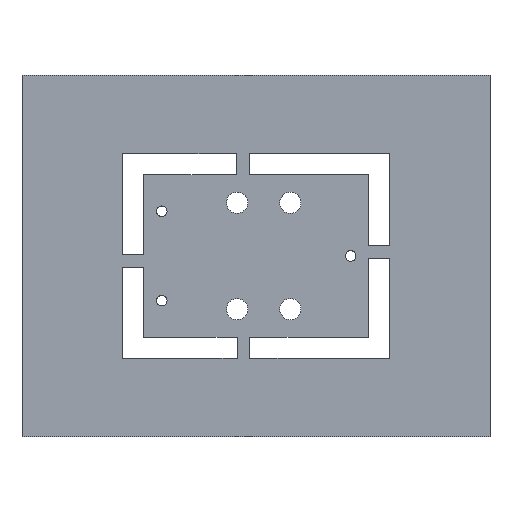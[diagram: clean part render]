
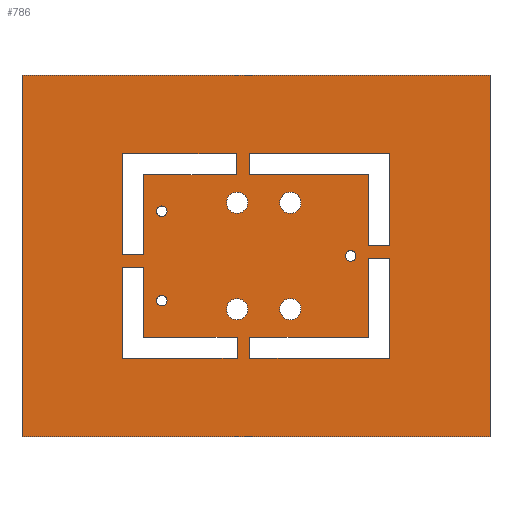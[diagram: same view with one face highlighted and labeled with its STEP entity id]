
A CAD part, top view. The second image highlights one B-rep face of the part: STEP entity #786.
In plain terms, the highlighted planar face has unit normal (0, 0, 1).
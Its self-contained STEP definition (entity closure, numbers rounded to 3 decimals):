
#15=FACE_BOUND('',#140,.T.);
#16=FACE_BOUND('',#141,.T.);
#17=FACE_BOUND('',#142,.T.);
#18=FACE_BOUND('',#143,.T.);
#19=FACE_BOUND('',#144,.T.);
#20=FACE_BOUND('',#145,.T.);
#21=FACE_BOUND('',#146,.T.);
#22=FACE_BOUND('',#147,.T.);
#23=FACE_BOUND('',#148,.T.);
#24=FACE_BOUND('',#149,.T.);
#25=FACE_BOUND('',#150,.T.);
#65=PLANE('',#851);
#102=FACE_OUTER_BOUND('',#139,.T.);
#139=EDGE_LOOP('',(#674,#675,#676,#677));
#140=EDGE_LOOP('',(#678));
#141=EDGE_LOOP('',(#679));
#142=EDGE_LOOP('',(#680));
#143=EDGE_LOOP('',(#681));
#144=EDGE_LOOP('',(#682));
#145=EDGE_LOOP('',(#683));
#146=EDGE_LOOP('',(#684,#685,#686,#687,#688,#689));
#147=EDGE_LOOP('',(#690,#691,#692,#693,#694,#695));
#148=EDGE_LOOP('',(#696,#697,#698,#699,#700,#701));
#149=EDGE_LOOP('',(#702));
#150=EDGE_LOOP('',(#703,#704,#705,#706,#707,#708));
#168=LINE('',#1074,#259);
#171=LINE('',#1080,#262);
#174=LINE('',#1086,#265);
#177=LINE('',#1092,#268);
#180=LINE('',#1098,#271);
#183=LINE('',#1102,#274);
#187=LINE('',#1116,#278);
#190=LINE('',#1122,#281);
#193=LINE('',#1128,#284);
#196=LINE('',#1134,#287);
#199=LINE('',#1140,#290);
#202=LINE('',#1144,#293);
#205=LINE('',#1152,#296);
#208=LINE('',#1158,#299);
#211=LINE('',#1164,#302);
#214=LINE('',#1170,#305);
#217=LINE('',#1176,#308);
#220=LINE('',#1180,#311);
#223=LINE('',#1188,#314);
#226=LINE('',#1194,#317);
#229=LINE('',#1200,#320);
#232=LINE('',#1206,#323);
#235=LINE('',#1212,#326);
#238=LINE('',#1216,#329);
#244=LINE('',#1242,#335);
#247=LINE('',#1248,#338);
#250=LINE('',#1254,#341);
#253=LINE('',#1258,#344);
#259=VECTOR('',#880,10.);
#262=VECTOR('',#885,10.);
#265=VECTOR('',#890,10.);
#268=VECTOR('',#895,10.);
#271=VECTOR('',#900,10.);
#274=VECTOR('',#905,10.);
#278=VECTOR('',#917,10.);
#281=VECTOR('',#922,10.);
#284=VECTOR('',#927,10.);
#287=VECTOR('',#932,10.);
#290=VECTOR('',#937,10.);
#293=VECTOR('',#942,10.);
#296=VECTOR('',#947,10.);
#299=VECTOR('',#952,10.);
#302=VECTOR('',#957,10.);
#305=VECTOR('',#962,10.);
#308=VECTOR('',#967,10.);
#311=VECTOR('',#972,10.);
#314=VECTOR('',#977,10.);
#317=VECTOR('',#982,10.);
#320=VECTOR('',#987,10.);
#323=VECTOR('',#992,10.);
#326=VECTOR('',#997,10.);
#329=VECTOR('',#1002,10.);
#335=VECTOR('',#1028,10.);
#338=VECTOR('',#1033,10.);
#341=VECTOR('',#1038,10.);
#344=VECTOR('',#1043,10.);
#346=CIRCLE('',#804,1.25);
#348=CIRCLE('',#807,1.25);
#350=CIRCLE('',#810,1.25);
#351=CIRCLE('',#818,2.5);
#353=CIRCLE('',#839,2.5);
#355=CIRCLE('',#842,2.5);
#357=CIRCLE('',#845,2.5);
#360=VERTEX_POINT('',#1052);
#362=VERTEX_POINT('',#1058);
#364=VERTEX_POINT('',#1064);
#367=VERTEX_POINT('',#1071);
#368=VERTEX_POINT('',#1073);
#370=VERTEX_POINT('',#1079);
#372=VERTEX_POINT('',#1085);
#374=VERTEX_POINT('',#1091);
#376=VERTEX_POINT('',#1097);
#377=VERTEX_POINT('',#1104);
#381=VERTEX_POINT('',#1113);
#382=VERTEX_POINT('',#1115);
#384=VERTEX_POINT('',#1121);
#386=VERTEX_POINT('',#1127);
#388=VERTEX_POINT('',#1133);
#390=VERTEX_POINT('',#1139);
#393=VERTEX_POINT('',#1149);
#394=VERTEX_POINT('',#1151);
#396=VERTEX_POINT('',#1157);
#398=VERTEX_POINT('',#1163);
#400=VERTEX_POINT('',#1169);
#402=VERTEX_POINT('',#1175);
#405=VERTEX_POINT('',#1185);
#406=VERTEX_POINT('',#1187);
#408=VERTEX_POINT('',#1193);
#410=VERTEX_POINT('',#1199);
#412=VERTEX_POINT('',#1205);
#414=VERTEX_POINT('',#1211);
#415=VERTEX_POINT('',#1218);
#417=VERTEX_POINT('',#1224);
#419=VERTEX_POINT('',#1230);
#423=VERTEX_POINT('',#1239);
#424=VERTEX_POINT('',#1241);
#426=VERTEX_POINT('',#1247);
#428=VERTEX_POINT('',#1253);
#431=EDGE_CURVE('',#360,#360,#346,.T.);
#434=EDGE_CURVE('',#362,#362,#348,.T.);
#437=EDGE_CURVE('',#364,#364,#350,.T.);
#440=EDGE_CURVE('',#368,#367,#168,.T.);
#443=EDGE_CURVE('',#370,#368,#171,.T.);
#446=EDGE_CURVE('',#372,#370,#174,.T.);
#449=EDGE_CURVE('',#374,#372,#177,.T.);
#452=EDGE_CURVE('',#376,#374,#180,.T.);
#455=EDGE_CURVE('',#367,#376,#183,.T.);
#456=EDGE_CURVE('',#377,#377,#351,.T.);
#461=EDGE_CURVE('',#382,#381,#187,.T.);
#464=EDGE_CURVE('',#384,#382,#190,.T.);
#467=EDGE_CURVE('',#386,#384,#193,.T.);
#470=EDGE_CURVE('',#388,#386,#196,.T.);
#473=EDGE_CURVE('',#390,#388,#199,.T.);
#476=EDGE_CURVE('',#381,#390,#202,.T.);
#479=EDGE_CURVE('',#394,#393,#205,.T.);
#482=EDGE_CURVE('',#396,#394,#208,.T.);
#485=EDGE_CURVE('',#398,#396,#211,.T.);
#488=EDGE_CURVE('',#400,#398,#214,.T.);
#491=EDGE_CURVE('',#402,#400,#217,.T.);
#494=EDGE_CURVE('',#393,#402,#220,.T.);
#497=EDGE_CURVE('',#406,#405,#223,.T.);
#500=EDGE_CURVE('',#408,#406,#226,.T.);
#503=EDGE_CURVE('',#410,#408,#229,.T.);
#506=EDGE_CURVE('',#412,#410,#232,.T.);
#509=EDGE_CURVE('',#414,#412,#235,.T.);
#512=EDGE_CURVE('',#405,#414,#238,.T.);
#513=EDGE_CURVE('',#415,#415,#353,.T.);
#516=EDGE_CURVE('',#417,#417,#355,.T.);
#519=EDGE_CURVE('',#419,#419,#357,.T.);
#524=EDGE_CURVE('',#424,#423,#244,.T.);
#527=EDGE_CURVE('',#426,#424,#247,.T.);
#530=EDGE_CURVE('',#428,#426,#250,.T.);
#533=EDGE_CURVE('',#423,#428,#253,.T.);
#674=ORIENTED_EDGE('',*,*,#533,.T.);
#675=ORIENTED_EDGE('',*,*,#530,.T.);
#676=ORIENTED_EDGE('',*,*,#527,.T.);
#677=ORIENTED_EDGE('',*,*,#524,.T.);
#678=ORIENTED_EDGE('',*,*,#431,.T.);
#679=ORIENTED_EDGE('',*,*,#434,.T.);
#680=ORIENTED_EDGE('',*,*,#437,.T.);
#681=ORIENTED_EDGE('',*,*,#519,.T.);
#682=ORIENTED_EDGE('',*,*,#516,.T.);
#683=ORIENTED_EDGE('',*,*,#513,.T.);
#684=ORIENTED_EDGE('',*,*,#512,.T.);
#685=ORIENTED_EDGE('',*,*,#509,.T.);
#686=ORIENTED_EDGE('',*,*,#506,.T.);
#687=ORIENTED_EDGE('',*,*,#503,.T.);
#688=ORIENTED_EDGE('',*,*,#500,.T.);
#689=ORIENTED_EDGE('',*,*,#497,.T.);
#690=ORIENTED_EDGE('',*,*,#494,.T.);
#691=ORIENTED_EDGE('',*,*,#491,.T.);
#692=ORIENTED_EDGE('',*,*,#488,.T.);
#693=ORIENTED_EDGE('',*,*,#485,.T.);
#694=ORIENTED_EDGE('',*,*,#482,.T.);
#695=ORIENTED_EDGE('',*,*,#479,.T.);
#696=ORIENTED_EDGE('',*,*,#476,.T.);
#697=ORIENTED_EDGE('',*,*,#473,.T.);
#698=ORIENTED_EDGE('',*,*,#470,.T.);
#699=ORIENTED_EDGE('',*,*,#467,.T.);
#700=ORIENTED_EDGE('',*,*,#464,.T.);
#701=ORIENTED_EDGE('',*,*,#461,.T.);
#702=ORIENTED_EDGE('',*,*,#456,.T.);
#703=ORIENTED_EDGE('',*,*,#455,.T.);
#704=ORIENTED_EDGE('',*,*,#452,.T.);
#705=ORIENTED_EDGE('',*,*,#449,.T.);
#706=ORIENTED_EDGE('',*,*,#446,.T.);
#707=ORIENTED_EDGE('',*,*,#443,.T.);
#708=ORIENTED_EDGE('',*,*,#440,.T.);
#786=ADVANCED_FACE('',(#102,#15,#16,#17,#18,#19,#20,#21,#22,#23,#24,#25),
#65,.T.);
#804=AXIS2_PLACEMENT_3D('',#1054,#860,#861);
#807=AXIS2_PLACEMENT_3D('',#1060,#867,#868);
#810=AXIS2_PLACEMENT_3D('',#1066,#874,#875);
#818=AXIS2_PLACEMENT_3D('',#1105,#908,#909);
#839=AXIS2_PLACEMENT_3D('',#1219,#1005,#1006);
#842=AXIS2_PLACEMENT_3D('',#1225,#1012,#1013);
#845=AXIS2_PLACEMENT_3D('',#1231,#1019,#1020);
#851=AXIS2_PLACEMENT_3D('',#1259,#1044,#1045);
#860=DIRECTION('center_axis',(0.,0.,-1.));
#861=DIRECTION('ref_axis',(1.,0.,0.));
#867=DIRECTION('center_axis',(0.,0.,-1.));
#868=DIRECTION('ref_axis',(1.,0.,0.));
#874=DIRECTION('center_axis',(0.,0.,-1.));
#875=DIRECTION('ref_axis',(1.,0.,0.));
#880=DIRECTION('',(-1.,0.,0.));
#885=DIRECTION('',(0.,-1.,0.));
#890=DIRECTION('',(1.,0.,0.));
#895=DIRECTION('',(0.,1.,0.));
#900=DIRECTION('',(1.,0.,0.));
#905=DIRECTION('',(0.,1.,0.));
#908=DIRECTION('center_axis',(0.,0.,-1.));
#909=DIRECTION('ref_axis',(1.,0.,0.));
#917=DIRECTION('',(-1.,0.,0.));
#922=DIRECTION('',(0.,1.,0.));
#927=DIRECTION('',(-1.,0.,0.));
#932=DIRECTION('',(0.,-1.,0.));
#937=DIRECTION('',(1.,0.,0.));
#942=DIRECTION('',(0.,1.,0.));
#947=DIRECTION('',(0.,1.,0.));
#952=DIRECTION('',(-1.,0.,0.));
#957=DIRECTION('',(0.,-1.,0.));
#962=DIRECTION('',(1.,0.,0.));
#967=DIRECTION('',(0.,-1.,0.));
#972=DIRECTION('',(1.,0.,0.));
#977=DIRECTION('',(0.,-1.,0.));
#982=DIRECTION('',(-1.,0.,0.));
#987=DIRECTION('',(0.,-1.,0.));
#992=DIRECTION('',(1.,0.,0.));
#997=DIRECTION('',(0.,1.,0.));
#1002=DIRECTION('',(-1.,0.,0.));
#1005=DIRECTION('center_axis',(0.,0.,-1.));
#1006=DIRECTION('ref_axis',(1.,0.,0.));
#1012=DIRECTION('center_axis',(0.,0.,-1.));
#1013=DIRECTION('ref_axis',(1.,0.,0.));
#1019=DIRECTION('center_axis',(0.,0.,-1.));
#1020=DIRECTION('ref_axis',(1.,0.,0.));
#1028=DIRECTION('',(0.,-1.,0.));
#1033=DIRECTION('',(-1.,0.,0.));
#1038=DIRECTION('',(0.,1.,0.));
#1043=DIRECTION('',(1.,0.,0.));
#1044=DIRECTION('center_axis',(0.,0.,1.));
#1045=DIRECTION('ref_axis',(1.,0.,0.));
#1052=CARTESIAN_POINT('',(-3.4,18.,6.5));
#1054=CARTESIAN_POINT('Origin',(-2.15,18.,6.5));
#1058=CARTESIAN_POINT('',(-3.4,-3.,6.5));
#1060=CARTESIAN_POINT('Origin',(-2.15,-3.,6.5));
#1064=CARTESIAN_POINT('',(41.,7.5,6.5));
#1066=CARTESIAN_POINT('Origin',(42.25,7.5,6.5));
#1071=CARTESIAN_POINT('',(18.555,-16.55,6.5));
#1073=CARTESIAN_POINT('',(51.4,-16.55,6.5));
#1074=CARTESIAN_POINT('',(51.4,-16.55,6.5));
#1079=CARTESIAN_POINT('',(51.4,7.,6.5));
#1080=CARTESIAN_POINT('',(51.4,7.,6.5));
#1085=CARTESIAN_POINT('',(46.4,7.,6.5));
#1086=CARTESIAN_POINT('',(46.4,7.,6.5));
#1091=CARTESIAN_POINT('',(46.4,-11.55,6.5));
#1092=CARTESIAN_POINT('',(46.4,-11.55,6.5));
#1097=CARTESIAN_POINT('',(18.555,-11.55,6.5));
#1098=CARTESIAN_POINT('',(18.555,-11.55,6.5));
#1102=CARTESIAN_POINT('',(18.555,-11.55,6.5));
#1104=CARTESIAN_POINT('',(13.055,-5.,6.5));
#1105=CARTESIAN_POINT('Origin',(15.555,-5.,6.5));
#1113=CARTESIAN_POINT('',(18.368,26.55,6.5));
#1115=CARTESIAN_POINT('',(46.4,26.55,6.5));
#1116=CARTESIAN_POINT('',(46.4,26.55,6.5));
#1121=CARTESIAN_POINT('',(46.4,10.,6.5));
#1122=CARTESIAN_POINT('',(46.4,10.,6.5));
#1127=CARTESIAN_POINT('',(51.4,10.,6.5));
#1128=CARTESIAN_POINT('',(46.4,10.,6.5));
#1133=CARTESIAN_POINT('',(51.4,31.55,6.5));
#1134=CARTESIAN_POINT('',(51.4,31.55,6.5));
#1139=CARTESIAN_POINT('',(18.368,31.55,6.5));
#1140=CARTESIAN_POINT('',(18.368,31.55,6.5));
#1144=CARTESIAN_POINT('',(18.368,31.55,6.5));
#1149=CARTESIAN_POINT('',(-11.4,4.833,6.5));
#1151=CARTESIAN_POINT('',(-11.4,-16.55,6.5));
#1152=CARTESIAN_POINT('',(-11.4,-16.55,6.5));
#1157=CARTESIAN_POINT('',(15.555,-16.55,6.5));
#1158=CARTESIAN_POINT('',(15.555,-16.55,6.5));
#1163=CARTESIAN_POINT('',(15.555,-11.55,6.5));
#1164=CARTESIAN_POINT('',(15.555,-11.55,6.5));
#1169=CARTESIAN_POINT('',(-6.4,-11.55,6.5));
#1170=CARTESIAN_POINT('',(-6.4,-11.55,6.5));
#1175=CARTESIAN_POINT('',(-6.4,4.833,6.5));
#1176=CARTESIAN_POINT('',(-6.4,4.833,6.5));
#1180=CARTESIAN_POINT('',(-11.4,4.833,6.5));
#1185=CARTESIAN_POINT('',(-6.4,7.833,6.5));
#1187=CARTESIAN_POINT('',(-6.4,26.55,6.5));
#1188=CARTESIAN_POINT('',(-6.4,26.55,6.5));
#1193=CARTESIAN_POINT('',(15.368,26.55,6.5));
#1194=CARTESIAN_POINT('',(15.368,26.55,6.5));
#1199=CARTESIAN_POINT('',(15.368,31.55,6.5));
#1200=CARTESIAN_POINT('',(15.368,31.55,6.5));
#1205=CARTESIAN_POINT('',(-11.4,31.55,6.5));
#1206=CARTESIAN_POINT('',(-11.4,31.55,6.5));
#1211=CARTESIAN_POINT('',(-11.4,7.833,6.5));
#1212=CARTESIAN_POINT('',(-11.4,7.833,6.5));
#1216=CARTESIAN_POINT('',(-11.4,7.833,6.5));
#1218=CARTESIAN_POINT('',(13.055,20.,6.5));
#1219=CARTESIAN_POINT('Origin',(15.555,20.,6.5));
#1224=CARTESIAN_POINT('',(25.555,20.,6.5));
#1225=CARTESIAN_POINT('Origin',(28.055,20.,6.5));
#1230=CARTESIAN_POINT('',(25.555,-5.,6.5));
#1231=CARTESIAN_POINT('Origin',(28.055,-5.,6.5));
#1239=CARTESIAN_POINT('',(-35.,-35.,6.5));
#1241=CARTESIAN_POINT('',(-35.,50.,6.5));
#1242=CARTESIAN_POINT('',(-35.,-35.,6.5));
#1247=CARTESIAN_POINT('',(75.,50.,6.5));
#1248=CARTESIAN_POINT('',(-35.,50.,6.5));
#1253=CARTESIAN_POINT('',(75.,-35.,6.5));
#1254=CARTESIAN_POINT('',(75.,50.,6.5));
#1258=CARTESIAN_POINT('',(75.,-35.,6.5));
#1259=CARTESIAN_POINT('Origin',(20.,7.5,6.5));
